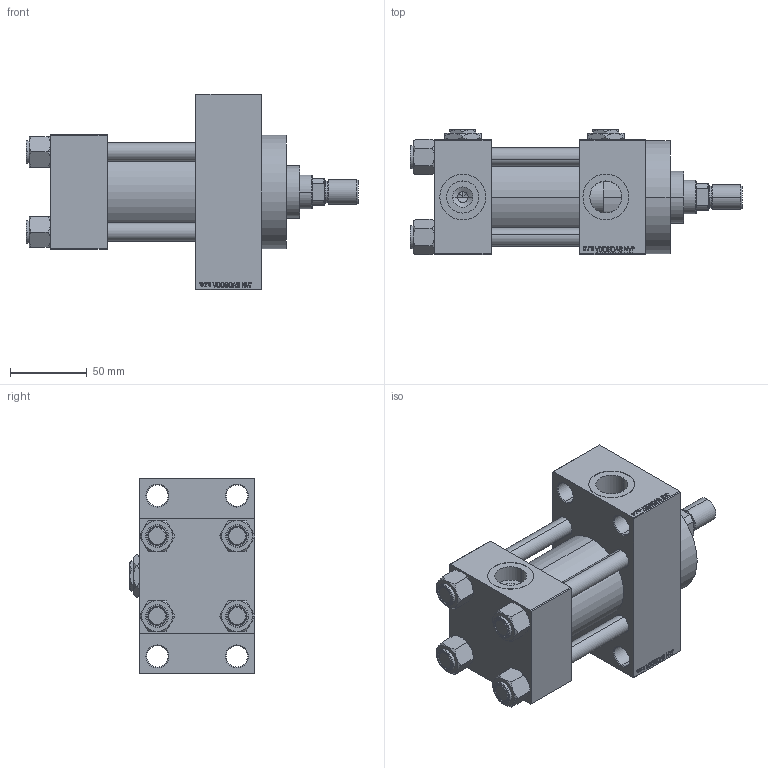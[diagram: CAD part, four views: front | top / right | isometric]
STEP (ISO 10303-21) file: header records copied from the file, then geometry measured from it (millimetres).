
FILE_DESCRIPTION (( 'STEP AP203' ), '1' );
FILE_NAME ('913d.STEP', '2024-10-02T09:32:23', ( '' ), ( '' ), 'SwSTEP 2.0', 'SolidWorks 2019', '' );
FILE_SCHEMA (( 'CONFIG_CONTROL_DESIGN' ));
Length unit declared in the file: millimetre
Products named in the file (8): NUT_M5_D 4d37577e73afbcca3705698e7b54decf; 913d; V215CR_D_Body 4d37577e73afbcca3705698e7b54decf; V215CR_VCP_D 4d37577e73afbcca3705698e7b54decf; Zatka_pro_OIL_PORT 4d37577e73afbcca3705698e7b54decf; V215_VC_A 4d37577e73afbcca3705698e7b54decf; ROD_END_AH 4d37577e73afbcca3705698e7b54decf; V215CR_D_TYCINKA 4d37577e73afbcca3705698e7b54decf
Assembly tree (14 placements, depth 2):
  913d
    V215CR_D_Body 4d37577e73afbcca3705698e7b54decf
    V215CR_VCP_D 4d37577e73afbcca3705698e7b54decf
    NUT_M5_D 4d37577e73afbcca3705698e7b54decf  x4
    V215CR_D_TYCINKA 4d37577e73afbcca3705698e7b54decf  x4
    V215_VC_A 4d37577e73afbcca3705698e7b54decf
    ROD_END_AH 4d37577e73afbcca3705698e7b54decf
    Zatka_pro_OIL_PORT 4d37577e73afbcca3705698e7b54decf  x2
Bounding box: 217 x 82.27 x 128 mm (x, y, z)
Volume: 797441.5 mm3; surface area: 172461.9 mm2
Topology: 14 solids, 14 shells, 1218 faces, 3012 edges, 1940 vertices
Faces by surface type: plane 549, bspline 368, cone 188, cylinder 103, torus 10
Entity records: 49762 total; most frequent: CARTESIAN_POINT 25788, ORIENTED_EDGE 5324, DIRECTION 3520, EDGE_CURVE 2662, VERTEX_POINT 1738, VECTOR 1560, LINE 1560, EDGE_LOOP 1196
